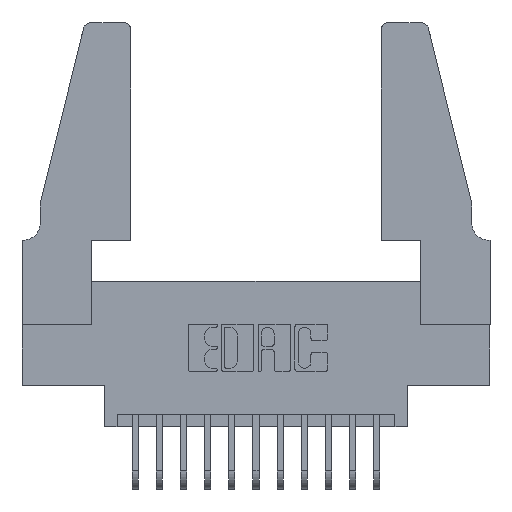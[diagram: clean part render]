
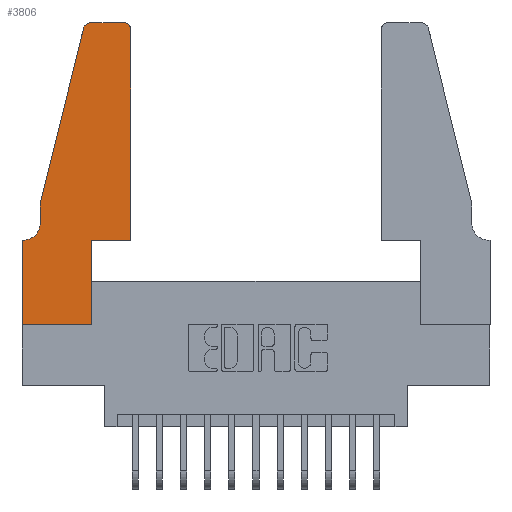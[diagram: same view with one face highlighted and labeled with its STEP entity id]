
A CAD part, top view. The second image highlights one B-rep face of the part: STEP entity #3806.
In plain terms, the highlighted planar face has unit normal (0, 0, 1).
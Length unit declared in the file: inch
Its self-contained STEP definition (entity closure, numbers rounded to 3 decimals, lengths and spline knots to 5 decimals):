
#40 = PLANE ( 'NONE',  #14487 ) ;
#247 = CIRCLE ( 'NONE', #10279, 0.07 ) ;
#394 = VERTEX_POINT ( 'NONE', #7605 ) ;
#637 = CARTESIAN_POINT ( 'NONE',  ( 0.4505, 0.35, 0.37 ) ) ;
#642 = CARTESIAN_POINT ( 'NONE',  ( 0., 0., 0.37 ) ) ;
#1228 = VERTEX_POINT ( 'NONE', #6645 ) ;
#1296 = EDGE_CURVE ( 'NONE', #6263, #11668, #11081, .T. ) ;
#1410 = VERTEX_POINT ( 'NONE', #637 ) ;
#1502 = DIRECTION ( 'NONE',  ( 0., 0., 1. ) ) ;
#1719 = DIRECTION ( 'NONE',  ( 0., -1., 0. ) ) ;
#1766 = CARTESIAN_POINT ( 'NONE',  ( 0.0055, 0.42, 0.37 ) ) ;
#2027 = EDGE_LOOP ( 'NONE', ( #4743, #9875, #2642, #12387, #14686, #12256, #9025, #8015, #6932, #8303, #9803, #11177 ) ) ;
#2642 = ORIENTED_EDGE ( 'NONE', *, *, #15537, .T. ) ;
#2662 = EDGE_CURVE ( 'NONE', #394, #11827, #7772, .T. ) ;
#2691 = VERTEX_POINT ( 'NONE', #6709 ) ;
#2723 = CARTESIAN_POINT ( 'NONE',  ( 0.4505, 0.35, 0.37 ) ) ;
#2850 = DIRECTION ( 'NONE',  ( 0., 1., 0. ) ) ;
#3021 = CARTESIAN_POINT ( 'NONE',  ( 0.0755, 0.42, 0.37 ) ) ;
#3067 = DIRECTION ( 'NONE',  ( -1., 0., 0. ) ) ;
#3746 = CARTESIAN_POINT ( 'NONE',  ( 0.0755, 0.5, 0.37 ) ) ;
#3806 = ADVANCED_FACE ( 'NONE', ( #6738 ), #40, .T. ) ;
#3890 = VERTEX_POINT ( 'NONE', #12043 ) ;
#3965 = VERTEX_POINT ( 'NONE', #3021 ) ;
#4205 = CARTESIAN_POINT ( 'NONE',  ( 0.0755, 0.5, 0.37 ) ) ;
#4292 = CARTESIAN_POINT ( 'NONE',  ( 0., 0., 0.37 ) ) ;
#4695 = VECTOR ( 'NONE', #5052, 39.37008 ) ;
#4743 = ORIENTED_EDGE ( 'NONE', *, *, #16222, .T. ) ;
#4770 = VECTOR ( 'NONE', #14418, 39.37008 ) ;
#5052 = DIRECTION ( 'NONE',  ( -0.239, -0.971, 0. ) ) ;
#5236 = DIRECTION ( 'NONE',  ( 1., 0., 0. ) ) ;
#5778 = CARTESIAN_POINT ( 'NONE',  ( 0.4205, 1.25, 0.37 ) ) ;
#5814 = CARTESIAN_POINT ( 'NONE',  ( 0.25487, 1.22718, 0.37 ) ) ;
#6263 = VERTEX_POINT ( 'NONE', #7330 ) ;
#6487 = EDGE_CURVE ( 'NONE', #11668, #12061, #14845, .T. ) ;
#6549 = CARTESIAN_POINT ( 'NONE',  ( 0.284, 1.22, 0.37 ) ) ;
#6645 = CARTESIAN_POINT ( 'NONE',  ( 0.0755, 0.5, 0.37 ) ) ;
#6662 = CARTESIAN_POINT ( 'NONE',  ( 0.4205, 1.22, 0.37 ) ) ;
#6709 = CARTESIAN_POINT ( 'NONE',  ( 0.2865, 0.35, 0.37 ) ) ;
#6738 = FACE_OUTER_BOUND ( 'NONE', #2027, .T. ) ;
#6932 = ORIENTED_EDGE ( 'NONE', *, *, #7915, .T. ) ;
#7058 = VECTOR ( 'NONE', #2850, 39.37008 ) ;
#7330 = CARTESIAN_POINT ( 'NONE',  ( 0., 0.35, 0.37 ) ) ;
#7433 = CARTESIAN_POINT ( 'NONE',  ( 0.2865, 0., 0.37 ) ) ;
#7481 = LINE ( 'NONE', #13451, #14004 ) ;
#7605 = CARTESIAN_POINT ( 'NONE',  ( 0.284, 1.25, 0.37 ) ) ;
#7772 = CIRCLE ( 'NONE', #8590, 0.03 ) ;
#7874 = EDGE_CURVE ( 'NONE', #1228, #3965, #15792, .T. ) ;
#7890 = DIRECTION ( 'NONE',  ( 0., 0., 1. ) ) ;
#7915 = EDGE_CURVE ( 'NONE', #12061, #2691, #8890, .T. ) ;
#8015 = ORIENTED_EDGE ( 'NONE', *, *, #6487, .T. ) ;
#8215 = DIRECTION ( 'NONE',  ( 1., 0., 0. ) ) ;
#8303 = ORIENTED_EDGE ( 'NONE', *, *, #16557, .T. ) ;
#8414 = EDGE_CURVE ( 'NONE', #1410, #3890, #9077, .T. ) ;
#8590 = AXIS2_PLACEMENT_3D ( 'NONE', #6549, #7890, #13073 ) ;
#8692 = CARTESIAN_POINT ( 'NONE',  ( 0.2605, 1.25, 0.37 ) ) ;
#8857 = DIRECTION ( 'NONE',  ( -1., 0., 0. ) ) ;
#8890 = LINE ( 'NONE', #10737, #7058 ) ;
#9025 = ORIENTED_EDGE ( 'NONE', *, *, #1296, .T. ) ;
#9077 = LINE ( 'NONE', #2723, #10081 ) ;
#9206 = CARTESIAN_POINT ( 'NONE',  ( 0.0755, 0.35, 0.37 ) ) ;
#9356 = VECTOR ( 'NONE', #8857, 39.37008 ) ;
#9625 = EDGE_CURVE ( 'NONE', #14238, #6263, #11459, .T. ) ;
#9803 = ORIENTED_EDGE ( 'NONE', *, *, #8414, .T. ) ;
#9875 = ORIENTED_EDGE ( 'NONE', *, *, #2662, .T. ) ;
#10081 = VECTOR ( 'NONE', #10613, 39.37008 ) ;
#10279 = AXIS2_PLACEMENT_3D ( 'NONE', #1766, #10847, #3067 ) ;
#10502 = DIRECTION ( 'NONE',  ( 0., -1., 0. ) ) ;
#10520 = CARTESIAN_POINT ( 'NONE',  ( 0., 0.35, 0.37 ) ) ;
#10613 = DIRECTION ( 'NONE',  ( 0., 1., 0. ) ) ;
#10737 = CARTESIAN_POINT ( 'NONE',  ( 0.2865, 0.35, 0.37 ) ) ;
#10847 = DIRECTION ( 'NONE',  ( 0., 0., -1. ) ) ;
#11081 = LINE ( 'NONE', #14765, #14939 ) ;
#11177 = ORIENTED_EDGE ( 'NONE', *, *, #13569, .T. ) ;
#11459 = LINE ( 'NONE', #9206, #4770 ) ;
#11605 = LINE ( 'NONE', #3746, #4695 ) ;
#11668 = VERTEX_POINT ( 'NONE', #4292 ) ;
#11706 = DIRECTION ( 'NONE',  ( 0., 0., 1. ) ) ;
#11827 = VERTEX_POINT ( 'NONE', #5814 ) ;
#12043 = CARTESIAN_POINT ( 'NONE',  ( 0.4505, 1.22, 0.37 ) ) ;
#12061 = VERTEX_POINT ( 'NONE', #7433 ) ;
#12081 = CIRCLE ( 'NONE', #13961, 0.03 ) ;
#12256 = ORIENTED_EDGE ( 'NONE', *, *, #9625, .T. ) ;
#12387 = ORIENTED_EDGE ( 'NONE', *, *, #7874, .T. ) ;
#12792 = LINE ( 'NONE', #8692, #9356 ) ;
#13073 = DIRECTION ( 'NONE',  ( 1., 0., 0. ) ) ;
#13451 = CARTESIAN_POINT ( 'NONE',  ( 0.4505, 0.35, 0.37 ) ) ;
#13568 = DIRECTION ( 'NONE',  ( 1., 0., 0. ) ) ;
#13569 = EDGE_CURVE ( 'NONE', #3890, #16595, #12081, .T. ) ;
#13588 = CARTESIAN_POINT ( 'NONE',  ( 0.0055, 0.35, 0.37 ) ) ;
#13961 = AXIS2_PLACEMENT_3D ( 'NONE', #6662, #11706, #14329 ) ;
#14004 = VECTOR ( 'NONE', #8215, 39.37008 ) ;
#14238 = VERTEX_POINT ( 'NONE', #13588 ) ;
#14329 = DIRECTION ( 'NONE',  ( 1., 0., 0. ) ) ;
#14418 = DIRECTION ( 'NONE',  ( -1., 0., 0. ) ) ;
#14487 = AXIS2_PLACEMENT_3D ( 'NONE', #10520, #1502, #5236 ) ;
#14642 = VECTOR ( 'NONE', #13568, 39.37008 ) ;
#14686 = ORIENTED_EDGE ( 'NONE', *, *, #15746, .T. ) ;
#14765 = CARTESIAN_POINT ( 'NONE',  ( 0., 0., 0.37 ) ) ;
#14845 = LINE ( 'NONE', #642, #14642 ) ;
#14939 = VECTOR ( 'NONE', #10502, 39.37008 ) ;
#15537 = EDGE_CURVE ( 'NONE', #11827, #1228, #11605, .T. ) ;
#15746 = EDGE_CURVE ( 'NONE', #3965, #14238, #247, .T. ) ;
#15792 = LINE ( 'NONE', #4205, #16598 ) ;
#16222 = EDGE_CURVE ( 'NONE', #16595, #394, #12792, .T. ) ;
#16557 = EDGE_CURVE ( 'NONE', #2691, #1410, #7481, .T. ) ;
#16595 = VERTEX_POINT ( 'NONE', #5778 ) ;
#16598 = VECTOR ( 'NONE', #1719, 39.37008 ) ;
